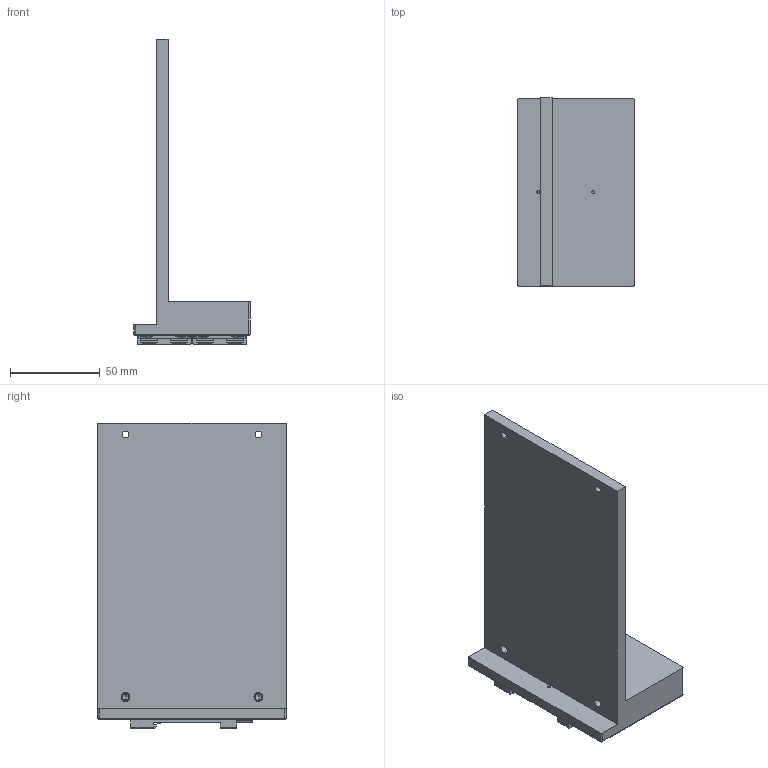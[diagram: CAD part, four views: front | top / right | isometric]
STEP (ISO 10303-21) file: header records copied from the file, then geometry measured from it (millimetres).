
FILE_DESCRIPTION((''),'2;1');
FILE_NAME('155391_SM01_ASM','2022-03-24T08:42:44',('PDMAdmin'),('BANNER ENGINEERING'),'CREO PARAMETRIC BY PTC INC, 2019292','CREO PARAMETRIC BY PTC INC, 2019292','');
FILE_SCHEMA(('CONFIG_CONTROL_DESIGN'));
Length unit declared in the file: millimetre
Products named in the file (2): 155391_EP01; 155391_SM01_ASM
Assembly tree (1 placements, depth 2):
  155391_SM01_ASM
    155391_EP01
Bounding box: 64.77 x 104.65 x 170.14 mm (x, y, z)
Volume: 218024.7 mm3; surface area: 54858 mm2
Topology: 1 solids, 1 shells, 188 faces, 472 edges, 298 vertices
Faces by surface type: plane 114, cylinder 62, sphere 8, cone 4
Entity records: 5655 total; most frequent: CARTESIAN_POINT 1025, DIRECTION 954, ORIENTED_EDGE 936, EDGE_CURVE 468, VECTOR 348, LINE 348, AXIS2_PLACEMENT_3D 303, VERTEX_POINT 298
